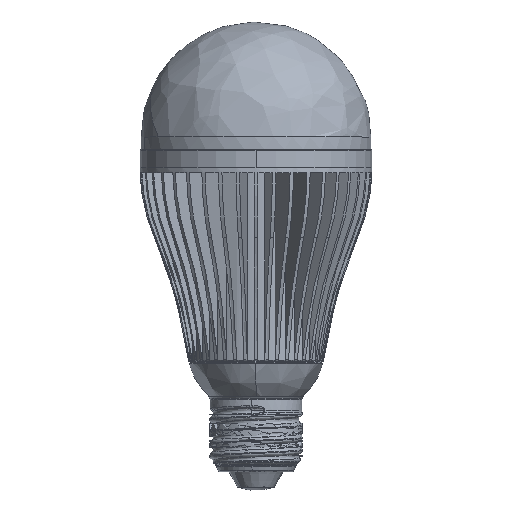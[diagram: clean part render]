
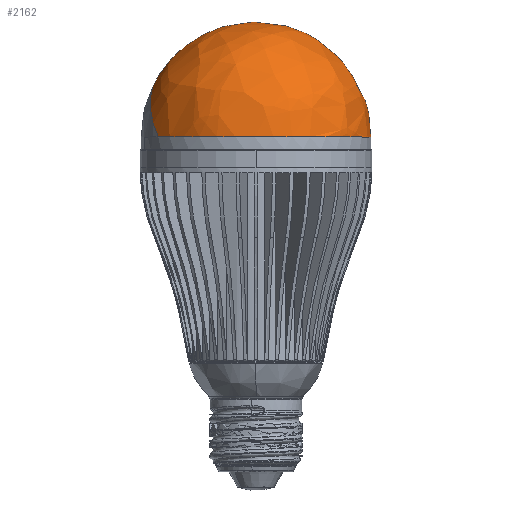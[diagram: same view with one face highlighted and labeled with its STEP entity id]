
A CAD part, top view. The second image highlights one B-rep face of the part: STEP entity #2162.
In plain terms, the highlighted free-form (B-spline) face has degree [3, 3] with [4, 4] control points.
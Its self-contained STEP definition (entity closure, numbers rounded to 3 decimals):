
#111 = CARTESIAN_POINT ( 'NONE',  ( 0., -13.017, 0. ) ) ;
#229 = DIRECTION ( 'NONE',  ( 0.227, -0.663, 0.713 ) ) ;
#750 = EDGE_LOOP ( 'NONE', ( #5214, #4824, #23023, #24216 ) ) ;
#1673 = CARTESIAN_POINT ( 'NONE',  ( 14.776, 10.281, 16.96 ) ) ;
#2162 = ADVANCED_FACE ( 'NONE', ( #11426 ), #35191, .T. ) ;
#2240 = CARTESIAN_POINT ( 'NONE',  ( 0., -13.017, 0. ) ) ;
#3147 = CARTESIAN_POINT ( 'NONE',  ( -30.866, -13.017, 9.802 ) ) ;
#3180 = DIRECTION ( 'NONE',  ( 1., 0., 0. ) ) ;
#4749 = CARTESIAN_POINT ( 'NONE',  ( 28.573, 48.186, -47.133 ) ) ;
#4824 = ORIENTED_EDGE ( 'NONE', *, *, #32908, .T. ) ;
#5214 = ORIENTED_EDGE ( 'NONE', *, *, #18887, .F. ) ;
#5315 = DIRECTION ( 'NONE',  ( 1., 0., 0. ) ) ;
#6314 = CARTESIAN_POINT ( 'NONE',  ( 0., -13.017, 0. ) ) ;
#7166 = VERTEX_POINT ( 'NONE', #25458 ) ;
#7849 = CARTESIAN_POINT ( 'NONE',  ( -14.368, 17.287, 32.725 ) ) ;
#8328 = AXIS2_PLACEMENT_3D ( 'NONE', #2240, #23616, #5315 ) ;
#8832 = EDGE_CURVE ( 'NONE', #7166, #12041, #29803, .T. ) ;
#9040 = AXIS2_PLACEMENT_3D ( 'NONE', #18543, #229, #21617 ) ;
#9355 = CIRCLE ( 'NONE', #9040, 32.385 ) ;
#9397 = AXIS2_PLACEMENT_3D ( 'NONE', #111, #21501, #3180 ) ;
#9417 = DIRECTION ( 'NONE',  ( 0.456, 0.719, 0.524 ) ) ;
#9733 = CARTESIAN_POINT ( 'NONE',  ( 30.866, -13.017, -9.802 ) ) ;
#10873 = AXIS2_PLACEMENT_3D ( 'NONE', #6314, #27662, #9417 ) ;
#10947 = CARTESIAN_POINT ( 'NONE',  ( 19.588, 40.207, -88.077 ) ) ;
#11356 = EDGE_CURVE ( 'NONE', #36815, #7166, #38011, .T. ) ;
#11426 = FACE_OUTER_BOUND ( 'NONE', #750, .T. ) ;
#12041 = VERTEX_POINT ( 'NONE', #3147 ) ;
#12782 = VERTEX_POINT ( 'NONE', #20070 ) ;
#14004 = CARTESIAN_POINT ( 'NONE',  ( -39.809, -2.533, 22.385 ) ) ;
#16922 = CARTESIAN_POINT ( 'NONE',  ( 14.776, 10.281, 16.96 ) ) ;
#17059 = CARTESIAN_POINT ( 'NONE',  ( -1.096, -3.813, -55.366 ) ) ;
#18543 = CARTESIAN_POINT ( 'NONE',  ( 0., -13.017, 0. ) ) ;
#18887 = EDGE_CURVE ( 'NONE', #12782, #12041, #9355, .T. ) ;
#18931 = CARTESIAN_POINT ( 'NONE',  ( 14.776, 10.281, 16.96 ) ) ;
#19989 = CARTESIAN_POINT ( 'NONE',  ( 14.776, 10.281, 16.96 ) ) ;
#20070 = CARTESIAN_POINT ( 'NONE',  ( 14.776, 10.281, 16.96 ) ) ;
#20132 = CARTESIAN_POINT ( 'NONE',  ( -30.165, -24.73, -1.306 ) ) ;
#21501 = DIRECTION ( 'NONE',  ( 0., 1., 0. ) ) ;
#21617 = DIRECTION ( 'NONE',  ( 0.456, 0.719, 0.524 ) ) ;
#23023 = ORIENTED_EDGE ( 'NONE', *, *, #11356, .T. ) ;
#23056 = CARTESIAN_POINT ( 'NONE',  ( 43.919, 3.275, 1.194 ) ) ;
#23616 = DIRECTION ( 'NONE',  ( 0., 1., 0. ) ) ;
#24216 = ORIENTED_EDGE ( 'NONE', *, *, #8832, .T. ) ;
#25458 = CARTESIAN_POINT ( 'NONE',  ( -32.385, -13.017, 0. ) ) ;
#26128 = CARTESIAN_POINT ( 'NONE',  ( -29.715, 62.198, -15.601 ) ) ;
#27662 = DIRECTION ( 'NONE',  ( -0.227, 0.663, -0.713 ) ) ;
#29165 = CARTESIAN_POINT ( 'NONE',  ( 40.816, -21.915, -21.23 ) ) ;
#29803 = CIRCLE ( 'NONE', #8328, 32.385 ) ;
#32191 = CARTESIAN_POINT ( 'NONE',  ( -61.037, 59.589, -44.462 ) ) ;
#32908 = EDGE_CURVE ( 'NONE', #12782, #36815, #38577, .T. ) ;
#35191 =( BOUNDED_SURFACE ( )  B_SPLINE_SURFACE ( 3, 3, ( 
 ( #18931, #16922, #19989, #1673 ),
 ( #23056, #4749, #26128, #7849 ),
 ( #29165, #10947, #32191, #14004 ),
 ( #35267, #17059, #38345, #20132 ) ),
 .UNSPECIFIED., .F., .F., .F. ) 
 B_SPLINE_SURFACE_WITH_KNOTS ( ( 4, 4 ),
 ( 4, 4 ),
 ( 0., 1. ),
 ( 0., 1. ),
 .UNSPECIFIED. ) 
 GEOMETRIC_REPRESENTATION_ITEM ( )  RATIONAL_B_SPLINE_SURFACE ( (
 ( 1., 0.333, 0.333, 1.),
 ( 0.589, 0.196, 0.196, 0.589),
 ( 0.589, 0.196, 0.196, 0.589),
 ( 1., 0.333, 0.333, 1.) ) ) 
 REPRESENTATION_ITEM ( '' )  SURFACE ( )  );
#35267 = CARTESIAN_POINT ( 'NONE',  ( 9.293, -34.216, -22.651 ) ) ;
#36815 = VERTEX_POINT ( 'NONE', #9733 ) ;
#38011 = CIRCLE ( 'NONE', #9397, 32.385 ) ;
#38345 = CARTESIAN_POINT ( 'NONE',  ( -40.554, 5.672, -34.021 ) ) ;
#38577 = CIRCLE ( 'NONE', #10873, 32.385 ) ;
